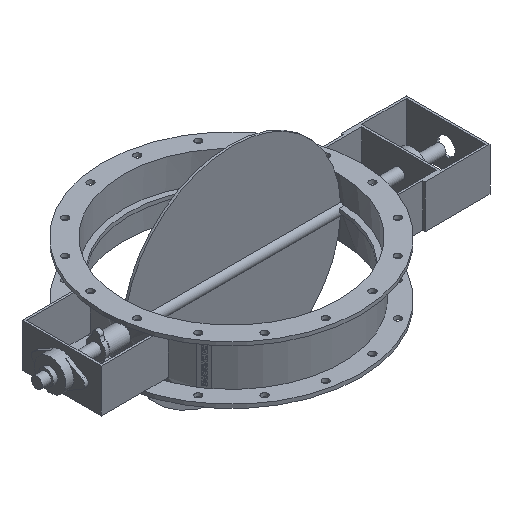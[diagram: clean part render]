
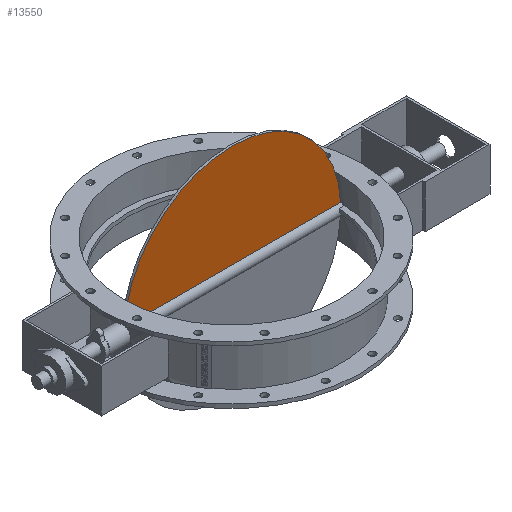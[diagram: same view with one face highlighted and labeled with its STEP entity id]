
A CAD part, isometric view. The second image highlights one B-rep face of the part: STEP entity #13550.
In plain terms, the highlighted planar face has unit normal (0, -1, 0).
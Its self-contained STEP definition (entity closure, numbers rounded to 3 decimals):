
#136=CIRCLE('',#14146,300.);
#797=PLANE('',#14145);
#1418=FACE_OUTER_BOUND('',#2209,.T.);
#2209=EDGE_LOOP('',(#11589,#11590));
#3556=LINE('',#22980,#4897);
#4897=VECTOR('',#16440,10.);
#6482=VERTEX_POINT('',#22978);
#6483=VERTEX_POINT('',#22979);
#8227=EDGE_CURVE('',#6482,#6483,#3556,.T.);
#8228=EDGE_CURVE('',#6482,#6483,#136,.T.);
#11589=ORIENTED_EDGE('',*,*,#8227,.F.);
#11590=ORIENTED_EDGE('',*,*,#8228,.T.);
#13550=ADVANCED_FACE('',(#1418),#797,.T.);
#14145=AXIS2_PLACEMENT_3D('',#22977,#16438,#16439);
#14146=AXIS2_PLACEMENT_3D('',#22981,#16441,#16442);
#16438=DIRECTION('center_axis',(0.,-1.,0.));
#16439=DIRECTION('ref_axis',(0.,0.,-1.));
#16440=DIRECTION('',(-1.,0.,0.));
#16441=DIRECTION('center_axis',(0.,-1.,0.));
#16442=DIRECTION('ref_axis',(1.,0.,0.));
#22977=CARTESIAN_POINT('Origin',(0.,-3.,0.));
#22978=CARTESIAN_POINT('',(299.64,-3.,14.697));
#22979=CARTESIAN_POINT('',(-299.64,-3.,14.697));
#22980=CARTESIAN_POINT('',(537.,-3.,14.697));
#22981=CARTESIAN_POINT('Origin',(0.,-3.,0.));
